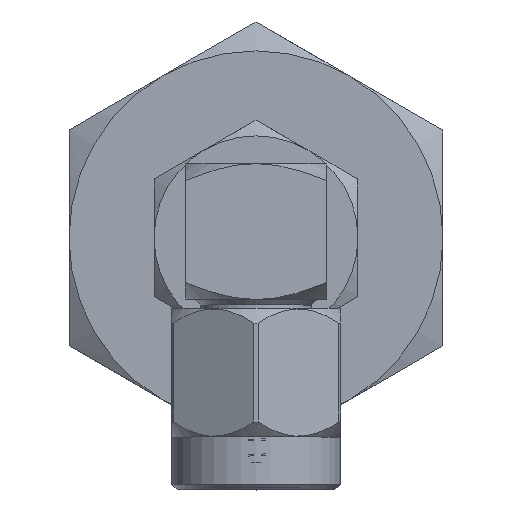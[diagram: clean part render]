
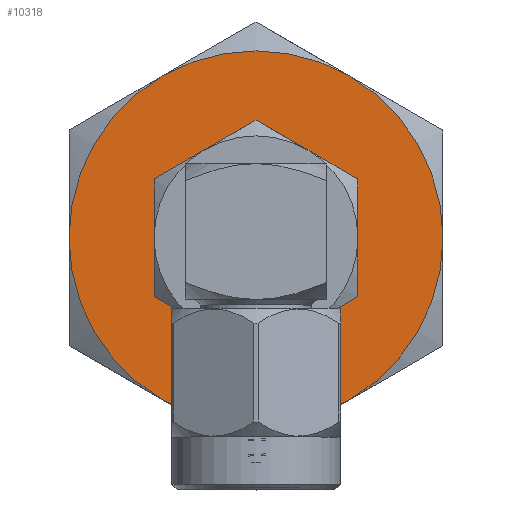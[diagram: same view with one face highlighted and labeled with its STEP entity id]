
A CAD part, top view. The second image highlights one B-rep face of the part: STEP entity #10318.
In plain terms, the highlighted face is planar.
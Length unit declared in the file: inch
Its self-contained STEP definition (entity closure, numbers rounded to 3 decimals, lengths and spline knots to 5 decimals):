
#108 = LINE ( 'NONE', #15820, #18555 ) ;
#706 = VERTEX_POINT ( 'NONE', #27820 ) ;
#755 = EDGE_LOOP ( 'NONE', ( #14729, #24443, #777, #14869, #12228, #31099 ) ) ;
#777 = ORIENTED_EDGE ( 'NONE', *, *, #25741, .T. ) ;
#1876 = PLANE ( 'NONE',  #7561 ) ;
#2493 = CIRCLE ( 'NONE', #27469, 0.344 ) ;
#2720 = DIRECTION ( 'NONE',  ( 1., 0., 0. ) ) ;
#3022 = VECTOR ( 'NONE', #7734, 39.37008 ) ;
#3424 = CIRCLE ( 'NONE', #5942, 0.344 ) ;
#3433 = CARTESIAN_POINT ( 'NONE',  ( 0.8, 0., 0. ) ) ;
#3475 = EDGE_CURVE ( 'NONE', #14649, #20872, #2493, .T. ) ;
#3543 = DIRECTION ( 'NONE',  ( 0., 0., -1. ) ) ;
#4353 = FACE_OUTER_BOUND ( 'NONE', #755, .T. ) ;
#5120 = EDGE_CURVE ( 'NONE', #9359, #9047, #19019, .T. ) ;
#5125 = DIRECTION ( 'NONE',  ( 0., 0., -1. ) ) ;
#5205 = AXIS2_PLACEMENT_3D ( 'NONE', #13086, #29859, #29962 ) ;
#5527 = CARTESIAN_POINT ( 'NONE',  ( 0.8, 0.10825, 0.1875 ) ) ;
#5878 = FACE_BOUND ( 'NONE', #28039, .T. ) ;
#5942 = AXIS2_PLACEMENT_3D ( 'NONE', #10382, #29902, #3543 ) ;
#6138 = AXIS2_PLACEMENT_3D ( 'NONE', #23759, #31166, #7332 ) ;
#6181 = CARTESIAN_POINT ( 'NONE',  ( 0.8, 0., -0.344 ) ) ;
#7332 = DIRECTION ( 'NONE',  ( 0., 0., -1. ) ) ;
#7561 = AXIS2_PLACEMENT_3D ( 'NONE', #16187, #25673, #18693 ) ;
#7631 = CARTESIAN_POINT ( 'NONE',  ( 0.8, 0.21651, 0. ) ) ;
#7655 = EDGE_CURVE ( 'NONE', #14062, #14649, #26893, .T. ) ;
#7734 = DIRECTION ( 'NONE',  ( 0., -1., 0. ) ) ;
#8570 = VERTEX_POINT ( 'NONE', #22532 ) ;
#8808 = LINE ( 'NONE', #25310, #14821 ) ;
#9047 = VERTEX_POINT ( 'NONE', #28310 ) ;
#9322 = CIRCLE ( 'NONE', #25742, 0.344 ) ;
#9359 = VERTEX_POINT ( 'NONE', #21836 ) ;
#10170 = DIRECTION ( 'NONE',  ( 0., 0., -1. ) ) ;
#10318 = ADVANCED_FACE ( 'NONE', ( #5878, #4353 ), #1876, .F. ) ;
#10382 = CARTESIAN_POINT ( 'NONE',  ( 0.8, 0., 0. ) ) ;
#10657 = ORIENTED_EDGE ( 'NONE', *, *, #18400, .F. ) ;
#10933 = LINE ( 'NONE', #7631, #23728 ) ;
#10994 = AXIS2_PLACEMENT_3D ( 'NONE', #3433, #2720, #10170 ) ;
#11010 = EDGE_CURVE ( 'NONE', #19667, #17154, #25823, .T. ) ;
#11558 = EDGE_CURVE ( 'NONE', #20872, #706, #24670, .T. ) ;
#11669 = CARTESIAN_POINT ( 'NONE',  ( 0.8, 0., 0.344 ) ) ;
#12228 = ORIENTED_EDGE ( 'NONE', *, *, #3475, .T. ) ;
#12410 = CARTESIAN_POINT ( 'NONE',  ( 0.8, 0., 0. ) ) ;
#12493 = ORIENTED_EDGE ( 'NONE', *, *, #13163, .F. ) ;
#12523 = ORIENTED_EDGE ( 'NONE', *, *, #18345, .F. ) ;
#13016 = ORIENTED_EDGE ( 'NONE', *, *, #5120, .F. ) ;
#13086 = CARTESIAN_POINT ( 'NONE',  ( 0.8, 0., 0. ) ) ;
#13163 = EDGE_CURVE ( 'NONE', #17154, #8570, #8808, .T. ) ;
#13334 = DIRECTION ( 'NONE',  ( 0., -0.5, -0.866 ) ) ;
#13421 = DIRECTION ( 'NONE',  ( 0., 0.5, -0.866 ) ) ;
#13931 = EDGE_CURVE ( 'NONE', #8570, #9359, #108, .T. ) ;
#14010 = CARTESIAN_POINT ( 'NONE',  ( 0.8, 0.29791, -0.172 ) ) ;
#14062 = VERTEX_POINT ( 'NONE', #23981 ) ;
#14121 = VECTOR ( 'NONE', #22196, 39.37008 ) ;
#14649 = VERTEX_POINT ( 'NONE', #6181 ) ;
#14729 = ORIENTED_EDGE ( 'NONE', *, *, #28182, .T. ) ;
#14780 = CARTESIAN_POINT ( 'NONE',  ( 0.8, 0.10825, 0.1875 ) ) ;
#14821 = VECTOR ( 'NONE', #13421, 39.37008 ) ;
#14869 = ORIENTED_EDGE ( 'NONE', *, *, #7655, .T. ) ;
#15815 = LINE ( 'NONE', #5527, #3022 ) ;
#15820 = CARTESIAN_POINT ( 'NONE',  ( 0.8, -0.10825, -0.1875 ) ) ;
#16187 = CARTESIAN_POINT ( 'NONE',  ( 0.8, 0., 0. ) ) ;
#16273 = ORIENTED_EDGE ( 'NONE', *, *, #11010, .F. ) ;
#17154 = VERTEX_POINT ( 'NONE', #18310 ) ;
#18310 = CARTESIAN_POINT ( 'NONE',  ( 0.8, -0.21651, 0. ) ) ;
#18345 = EDGE_CURVE ( 'NONE', #9047, #24466, #10933, .T. ) ;
#18400 = EDGE_CURVE ( 'NONE', #24466, #19667, #15815, .T. ) ;
#18555 = VECTOR ( 'NONE', #30790, 39.37008 ) ;
#18693 = DIRECTION ( 'NONE',  ( 0., 0., 1. ) ) ;
#19019 = LINE ( 'NONE', #26953, #14121 ) ;
#19667 = VERTEX_POINT ( 'NONE', #22911 ) ;
#19995 = CIRCLE ( 'NONE', #6138, 0.344 ) ;
#20740 = VERTEX_POINT ( 'NONE', #24577 ) ;
#20872 = VERTEX_POINT ( 'NONE', #14010 ) ;
#21836 = CARTESIAN_POINT ( 'NONE',  ( 0.8, 0.10825, -0.1875 ) ) ;
#22196 = DIRECTION ( 'NONE',  ( 0., 0.5, 0.866 ) ) ;
#22392 = CARTESIAN_POINT ( 'NONE',  ( 0.8, -0.10825, 0.1875 ) ) ;
#22440 = VECTOR ( 'NONE', #13334, 39.37008 ) ;
#22532 = CARTESIAN_POINT ( 'NONE',  ( 0.8, -0.10825, -0.1875 ) ) ;
#22911 = CARTESIAN_POINT ( 'NONE',  ( 0.8, -0.10825, 0.1875 ) ) ;
#22931 = DIRECTION ( 'NONE',  ( 1., 0., 0. ) ) ;
#23728 = VECTOR ( 'NONE', #27016, 39.37008 ) ;
#23759 = CARTESIAN_POINT ( 'NONE',  ( 0.8, 0., 0. ) ) ;
#23981 = CARTESIAN_POINT ( 'NONE',  ( 0.8, -0.29791, -0.172 ) ) ;
#24443 = ORIENTED_EDGE ( 'NONE', *, *, #25958, .T. ) ;
#24466 = VERTEX_POINT ( 'NONE', #14780 ) ;
#24577 = CARTESIAN_POINT ( 'NONE',  ( 0.8, -0.29791, 0.172 ) ) ;
#24670 = CIRCLE ( 'NONE', #5205, 0.344 ) ;
#25310 = CARTESIAN_POINT ( 'NONE',  ( 0.8, -0.21651, 0. ) ) ;
#25351 = DIRECTION ( 'NONE',  ( 0., 0., -1. ) ) ;
#25673 = DIRECTION ( 'NONE',  ( -1., 0., 0. ) ) ;
#25708 = VERTEX_POINT ( 'NONE', #11669 ) ;
#25741 = EDGE_CURVE ( 'NONE', #20740, #14062, #19995, .T. ) ;
#25742 = AXIS2_PLACEMENT_3D ( 'NONE', #12410, #29065, #5125 ) ;
#25823 = LINE ( 'NONE', #22392, #22440 ) ;
#25958 = EDGE_CURVE ( 'NONE', #25708, #20740, #3424, .T. ) ;
#26893 = CIRCLE ( 'NONE', #10994, 0.344 ) ;
#26953 = CARTESIAN_POINT ( 'NONE',  ( 0.8, 0.10825, -0.1875 ) ) ;
#27016 = DIRECTION ( 'NONE',  ( 0., -0.5, 0.866 ) ) ;
#27469 = AXIS2_PLACEMENT_3D ( 'NONE', #30113, #22931, #25351 ) ;
#27820 = CARTESIAN_POINT ( 'NONE',  ( 0.8, 0.29791, 0.172 ) ) ;
#27917 = ORIENTED_EDGE ( 'NONE', *, *, #13931, .F. ) ;
#28039 = EDGE_LOOP ( 'NONE', ( #12523, #13016, #27917, #12493, #16273, #10657 ) ) ;
#28182 = EDGE_CURVE ( 'NONE', #706, #25708, #9322, .T. ) ;
#28310 = CARTESIAN_POINT ( 'NONE',  ( 0.8, 0.21651, 0. ) ) ;
#29065 = DIRECTION ( 'NONE',  ( 1., 0., 0. ) ) ;
#29859 = DIRECTION ( 'NONE',  ( 1., 0., 0. ) ) ;
#29902 = DIRECTION ( 'NONE',  ( 1., 0., 0. ) ) ;
#29962 = DIRECTION ( 'NONE',  ( 0., 0., -1. ) ) ;
#30113 = CARTESIAN_POINT ( 'NONE',  ( 0.8, 0., 0. ) ) ;
#30790 = DIRECTION ( 'NONE',  ( 0., 1., 0. ) ) ;
#31099 = ORIENTED_EDGE ( 'NONE', *, *, #11558, .T. ) ;
#31166 = DIRECTION ( 'NONE',  ( 1., 0., 0. ) ) ;
